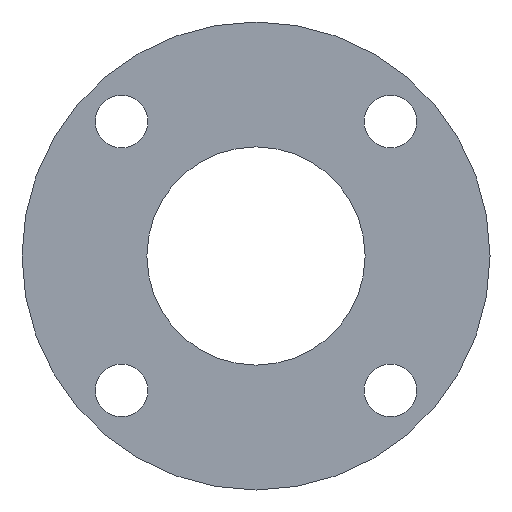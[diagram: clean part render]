
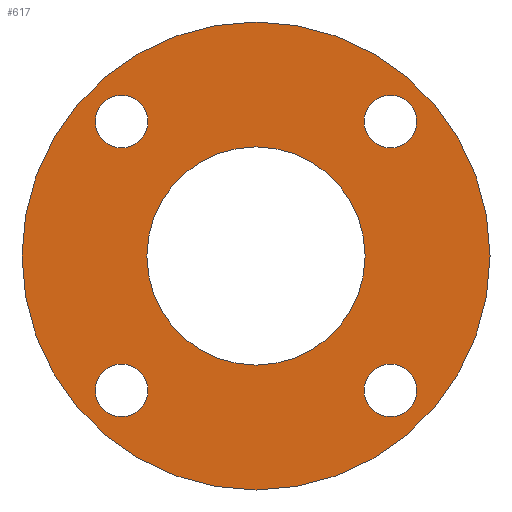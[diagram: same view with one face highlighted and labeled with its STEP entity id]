
A CAD part, left-side view. The second image highlights one B-rep face of the part: STEP entity #617.
In plain terms, the highlighted planar face has unit normal (-1, 0, 0).
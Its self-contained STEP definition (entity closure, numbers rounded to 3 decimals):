
#8 = CARTESIAN_POINT ( 'NONE',  ( -16., 0., -37.3 ) ) ;
#9 = AXIS2_PLACEMENT_3D ( 'NONE', #426, #327, #224 ) ;
#12 = EDGE_LOOP ( 'NONE', ( #579, #247 ) ) ;
#13 = DIRECTION ( 'NONE',  ( 0., 0., -1. ) ) ;
#14 = EDGE_CURVE ( 'NONE', #355, #534, #152, .T. ) ;
#17 = CARTESIAN_POINT ( 'NONE',  ( -16., 0., 0. ) ) ;
#18 = AXIS2_PLACEMENT_3D ( 'NONE', #493, #397, #182 ) ;
#31 = CARTESIAN_POINT ( 'NONE',  ( -16., -45.962, -45.962 ) ) ;
#32 = ORIENTED_EDGE ( 'NONE', *, *, #607, .T. ) ;
#35 = ORIENTED_EDGE ( 'NONE', *, *, #317, .F. ) ;
#37 = DIRECTION ( 'NONE',  ( 1., 0., 0. ) ) ;
#39 = DIRECTION ( 'NONE',  ( 0., 0., -1. ) ) ;
#41 = DIRECTION ( 'NONE',  ( 1., 0., 0. ) ) ;
#50 = CARTESIAN_POINT ( 'NONE',  ( -16., 45.962, -45.962 ) ) ;
#53 = FACE_BOUND ( 'NONE', #117, .T. ) ;
#63 = VERTEX_POINT ( 'NONE', #319 ) ;
#70 = CARTESIAN_POINT ( 'NONE',  ( -16., -45.962, 54.962 ) ) ;
#74 = AXIS2_PLACEMENT_3D ( 'NONE', #50, #267, #361 ) ;
#75 = EDGE_CURVE ( 'NONE', #273, #63, #501, .T. ) ;
#85 = CARTESIAN_POINT ( 'NONE',  ( -16., 45.962, 36.962 ) ) ;
#90 = ORIENTED_EDGE ( 'NONE', *, *, #238, .T. ) ;
#98 = FACE_BOUND ( 'NONE', #12, .T. ) ;
#110 = CIRCLE ( 'NONE', #477, 37.3 ) ;
#111 = AXIS2_PLACEMENT_3D ( 'NONE', #17, #257, #547 ) ;
#115 = DIRECTION ( 'NONE',  ( 0., 0., -1. ) ) ;
#116 = DIRECTION ( 'NONE',  ( 0., 0., -1. ) ) ;
#117 = EDGE_LOOP ( 'NONE', ( #362, #139 ) ) ;
#124 = CARTESIAN_POINT ( 'NONE',  ( -16., -45.962, -36.962 ) ) ;
#125 = EDGE_CURVE ( 'NONE', #147, #167, #436, .T. ) ;
#132 = AXIS2_PLACEMENT_3D ( 'NONE', #31, #294, #570 ) ;
#135 = DIRECTION ( 'NONE',  ( 0., 0., -1. ) ) ;
#139 = ORIENTED_EDGE ( 'NONE', *, *, #75, .T. ) ;
#147 = VERTEX_POINT ( 'NONE', #85 ) ;
#150 = FACE_BOUND ( 'NONE', #523, .T. ) ;
#152 = CIRCLE ( 'NONE', #517, 9. ) ;
#156 = AXIS2_PLACEMENT_3D ( 'NONE', #424, #509, #376 ) ;
#167 = VERTEX_POINT ( 'NONE', #583 ) ;
#171 = VERTEX_POINT ( 'NONE', #543 ) ;
#174 = CARTESIAN_POINT ( 'NONE',  ( -16., 0., 37.3 ) ) ;
#182 = DIRECTION ( 'NONE',  ( 0., 0., -1. ) ) ;
#183 = EDGE_LOOP ( 'NONE', ( #35, #302 ) ) ;
#192 = EDGE_CURVE ( 'NONE', #285, #368, #249, .T. ) ;
#198 = CARTESIAN_POINT ( 'NONE',  ( -16., -45.962, -54.962 ) ) ;
#202 = AXIS2_PLACEMENT_3D ( 'NONE', #274, #564, #115 ) ;
#203 = CIRCLE ( 'NONE', #156, 9. ) ;
#209 = FACE_OUTER_BOUND ( 'NONE', #183, .T. ) ;
#224 = DIRECTION ( 'NONE',  ( 0., 0., -1. ) ) ;
#237 = AXIS2_PLACEMENT_3D ( 'NONE', #625, #37, #246 ) ;
#238 = EDGE_CURVE ( 'NONE', #255, #535, #110, .T. ) ;
#239 = CIRCLE ( 'NONE', #111, 80. ) ;
#246 = DIRECTION ( 'NONE',  ( 0., 0., -1. ) ) ;
#247 = ORIENTED_EDGE ( 'NONE', *, *, #14, .T. ) ;
#249 = CIRCLE ( 'NONE', #394, 9. ) ;
#255 = VERTEX_POINT ( 'NONE', #174 ) ;
#257 = DIRECTION ( 'NONE',  ( 1., 0., 0. ) ) ;
#259 = CIRCLE ( 'NONE', #132, 9. ) ;
#260 = FACE_BOUND ( 'NONE', #605, .T. ) ;
#267 = DIRECTION ( 'NONE',  ( 1., 0., 0. ) ) ;
#273 = VERTEX_POINT ( 'NONE', #70 ) ;
#274 = CARTESIAN_POINT ( 'NONE',  ( -16., 0., 0. ) ) ;
#285 = VERTEX_POINT ( 'NONE', #371 ) ;
#286 = EDGE_CURVE ( 'NONE', #63, #273, #507, .T. ) ;
#287 = CIRCLE ( 'NONE', #202, 80. ) ;
#294 = DIRECTION ( 'NONE',  ( 1., 0., 0. ) ) ;
#302 = ORIENTED_EDGE ( 'NONE', *, *, #609, .F. ) ;
#307 = FACE_BOUND ( 'NONE', #461, .T. ) ;
#317 = EDGE_CURVE ( 'NONE', #171, #485, #287, .T. ) ;
#319 = CARTESIAN_POINT ( 'NONE',  ( -16., -45.962, 36.962 ) ) ;
#327 = DIRECTION ( 'NONE',  ( 1., 0., 0. ) ) ;
#330 = CARTESIAN_POINT ( 'NONE',  ( -16., 0., 0. ) ) ;
#335 = CARTESIAN_POINT ( 'NONE',  ( -16., 0., 0. ) ) ;
#345 = EDGE_CURVE ( 'NONE', #535, #255, #588, .T. ) ;
#350 = EDGE_CURVE ( 'NONE', #534, #355, #259, .T. ) ;
#355 = VERTEX_POINT ( 'NONE', #124 ) ;
#361 = DIRECTION ( 'NONE',  ( 0., 0., -1. ) ) ;
#362 = ORIENTED_EDGE ( 'NONE', *, *, #286, .T. ) ;
#365 = PLANE ( 'NONE',  #446 ) ;
#368 = VERTEX_POINT ( 'NONE', #524 ) ;
#371 = CARTESIAN_POINT ( 'NONE',  ( -16., 45.962, -36.962 ) ) ;
#376 = DIRECTION ( 'NONE',  ( 0., 0., -1. ) ) ;
#383 = DIRECTION ( 'NONE',  ( 1., 0., 0. ) ) ;
#394 = AXIS2_PLACEMENT_3D ( 'NONE', #414, #495, #13 ) ;
#397 = DIRECTION ( 'NONE',  ( 1., 0., 0. ) ) ;
#401 = CARTESIAN_POINT ( 'NONE',  ( -16., -45.962, -45.962 ) ) ;
#414 = CARTESIAN_POINT ( 'NONE',  ( -16., 45.962, -45.962 ) ) ;
#415 = CARTESIAN_POINT ( 'NONE',  ( -16., 0., 0. ) ) ;
#420 = AXIS2_PLACEMENT_3D ( 'NONE', #335, #616, #39 ) ;
#424 = CARTESIAN_POINT ( 'NONE',  ( -16., 45.962, 45.962 ) ) ;
#425 = ORIENTED_EDGE ( 'NONE', *, *, #345, .T. ) ;
#426 = CARTESIAN_POINT ( 'NONE',  ( -16., -45.962, 45.962 ) ) ;
#436 = CIRCLE ( 'NONE', #237, 9. ) ;
#446 = AXIS2_PLACEMENT_3D ( 'NONE', #415, #383, #116 ) ;
#458 = CARTESIAN_POINT ( 'NONE',  ( -16., 0., 80. ) ) ;
#461 = EDGE_LOOP ( 'NONE', ( #425, #90 ) ) ;
#475 = DIRECTION ( 'NONE',  ( 1., 0., 0. ) ) ;
#477 = AXIS2_PLACEMENT_3D ( 'NONE', #330, #475, #602 ) ;
#485 = VERTEX_POINT ( 'NONE', #458 ) ;
#493 = CARTESIAN_POINT ( 'NONE',  ( -16., -45.962, 45.962 ) ) ;
#495 = DIRECTION ( 'NONE',  ( 1., 0., 0. ) ) ;
#501 = CIRCLE ( 'NONE', #18, 9. ) ;
#507 = CIRCLE ( 'NONE', #9, 9. ) ;
#509 = DIRECTION ( 'NONE',  ( 1., 0., 0. ) ) ;
#511 = ORIENTED_EDGE ( 'NONE', *, *, #125, .T. ) ;
#517 = AXIS2_PLACEMENT_3D ( 'NONE', #401, #41, #135 ) ;
#523 = EDGE_LOOP ( 'NONE', ( #32, #622 ) ) ;
#524 = CARTESIAN_POINT ( 'NONE',  ( -16., 45.962, -54.962 ) ) ;
#534 = VERTEX_POINT ( 'NONE', #198 ) ;
#535 = VERTEX_POINT ( 'NONE', #8 ) ;
#543 = CARTESIAN_POINT ( 'NONE',  ( -16., 0., -80. ) ) ;
#547 = DIRECTION ( 'NONE',  ( 0., 0., -1. ) ) ;
#564 = DIRECTION ( 'NONE',  ( 1., 0., 0. ) ) ;
#570 = DIRECTION ( 'NONE',  ( 0., 0., -1. ) ) ;
#575 = ORIENTED_EDGE ( 'NONE', *, *, #619, .T. ) ;
#579 = ORIENTED_EDGE ( 'NONE', *, *, #350, .T. ) ;
#583 = CARTESIAN_POINT ( 'NONE',  ( -16., 45.962, 54.962 ) ) ;
#588 = CIRCLE ( 'NONE', #420, 37.3 ) ;
#602 = DIRECTION ( 'NONE',  ( 0., 0., -1. ) ) ;
#605 = EDGE_LOOP ( 'NONE', ( #511, #575 ) ) ;
#607 = EDGE_CURVE ( 'NONE', #368, #285, #613, .T. ) ;
#609 = EDGE_CURVE ( 'NONE', #485, #171, #239, .T. ) ;
#613 = CIRCLE ( 'NONE', #74, 9. ) ;
#616 = DIRECTION ( 'NONE',  ( 1., 0., 0. ) ) ;
#617 = ADVANCED_FACE ( 'NONE', ( #53, #98, #150, #307, #260, #209 ), #365, .F. ) ;
#619 = EDGE_CURVE ( 'NONE', #167, #147, #203, .T. ) ;
#622 = ORIENTED_EDGE ( 'NONE', *, *, #192, .T. ) ;
#625 = CARTESIAN_POINT ( 'NONE',  ( -16., 45.962, 45.962 ) ) ;
